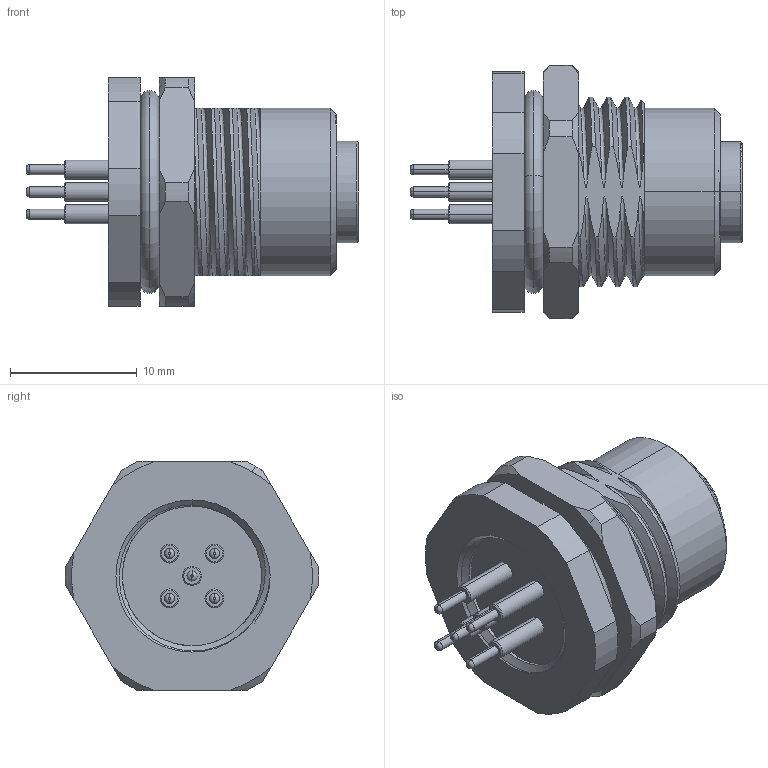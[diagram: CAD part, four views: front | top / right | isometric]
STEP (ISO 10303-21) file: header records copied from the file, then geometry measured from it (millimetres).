
FILE_DESCRIPTION (( 'STEP AP203' ), '1' );
FILE_NAME ('54-00236.STEP', '2020-10-15T17:22:03', ( '' ), ( '' ), 'SwSTEP 2.0', 'SolidWorks 2015', '' );
FILE_SCHEMA (( 'CONFIG_CONTROL_DESIGN' ));
Length unit declared in the file: millimetre
Products named in the file (7): 54-00236-06___; 54-00236-02___; 54-00236-03___; 54-00236-05___; 54-00236; 54-00236-01___; 54-00236-04___
Assembly tree (10 placements, depth 2):
  54-00236
    54-00236-01___
    54-00236-02___
    54-00236-06___
    54-00236-05___
    54-00236-04___
    54-00236-03___  x5
Bounding box: 26.2 x 19.99 x 18 mm (x, y, z)
Volume: 2847 mm3; surface area: 5470.8 mm2
Topology: 10 solids, 10 shells, 404 faces, 1023 edges, 650 vertices
Faces by surface type: cylinder 157, plane 107, cone 55, bspline 44, torus 41
Entity records: 23020 total; most frequent: CARTESIAN_POINT 15964, ORIENTED_EDGE 1450, DIRECTION 1159, EDGE_CURVE 725, VERTEX_POINT 470, AXIS2_PLACEMENT_3D 461, EDGE_LOOP 303, ADVANCED_FACE 276
